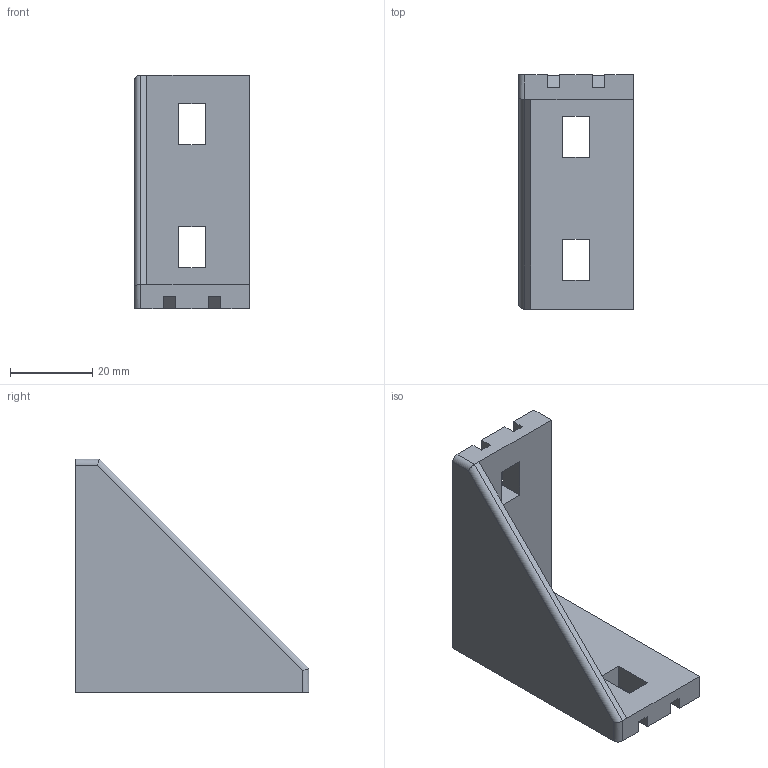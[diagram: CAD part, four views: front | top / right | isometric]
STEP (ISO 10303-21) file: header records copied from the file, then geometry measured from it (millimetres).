
FILE_DESCRIPTION(('STEP AP214'),'1');
FILE_NAME('cctmp_AADB03CE-814B-4CF9-81B3-54B37677958E_2020_1_10_11_12_40_597..stp','2020-01-10T10:12:40',('Bosch Rexroth AG'),('CADClick - www.CADClick.com'),'Spatial InterOp 3D',' ','unknown authorization - (Healing Option Enabled)');
FILE_SCHEMA(('AUTOMOTIVE_DESIGN'));
Length unit declared in the file: millimetre
Products named in the file (1): 2020_01_10__11-12-40-597
Bounding box: 28 x 57 x 57 mm (x, y, z)
Volume: 18522.1 mm3; surface area: 11688.2 mm2
Topology: 1 solids, 1 shells, 45 faces, 125 edges, 82 vertices
Faces by surface type: plane 42, cylinder 3
Entity records: 1821 total; most frequent: CARTESIAN_POINT 269, ORIENTED_EDGE 250, DIRECTION 217, EDGE_CURVE 125, LINE 121, VECTOR 121, VERTEX_POINT 82, EDGE_LOOP 53
